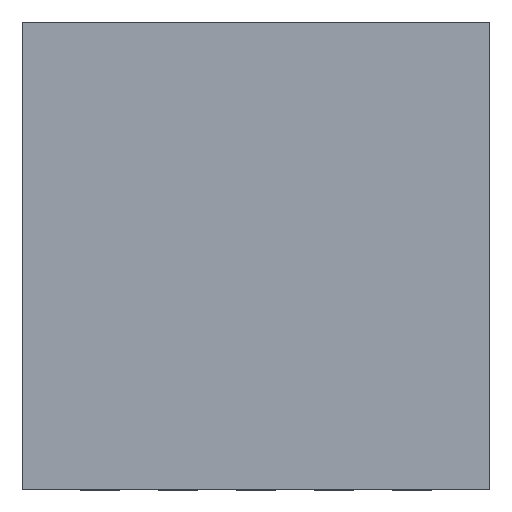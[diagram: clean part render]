
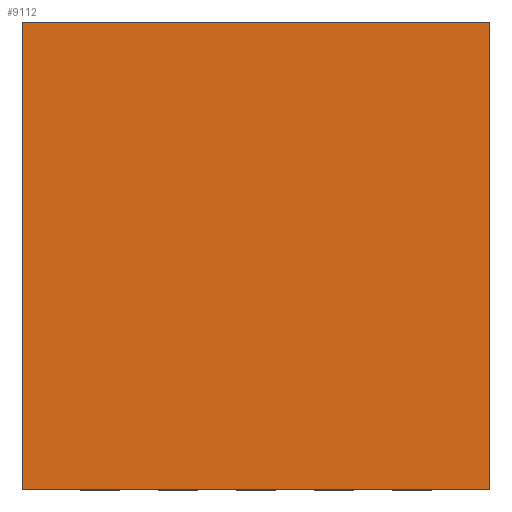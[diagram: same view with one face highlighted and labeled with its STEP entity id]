
A CAD part, left-side view. The second image highlights one B-rep face of the part: STEP entity #9112.
In plain terms, the highlighted planar face has unit normal (-1, 0, 0).
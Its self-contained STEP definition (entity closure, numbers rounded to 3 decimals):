
#190=PLANE('',#11491);
#902=LINE('',#15794,#1990);
#909=LINE('',#15805,#1997);
#913=LINE('',#15813,#2001);
#920=LINE('',#15822,#2008);
#1990=VECTOR('',#13122,1000.);
#1997=VECTOR('',#13131,1000.);
#2001=VECTOR('',#13137,1000.);
#2008=VECTOR('',#13148,1000.);
#3911=ORIENTED_EDGE('',*,*,#5924,.F.);
#3912=ORIENTED_EDGE('',*,*,#5935,.F.);
#3913=ORIENTED_EDGE('',*,*,#5942,.F.);
#3914=ORIENTED_EDGE('',*,*,#5931,.F.);
#5924=EDGE_CURVE('',#7064,#7065,#902,.T.);
#5931=EDGE_CURVE('',#7065,#7068,#909,.T.);
#5935=EDGE_CURVE('',#7070,#7064,#913,.T.);
#5942=EDGE_CURVE('',#7068,#7070,#920,.T.);
#7064=VERTEX_POINT('',#15793);
#7065=VERTEX_POINT('',#15795);
#7068=VERTEX_POINT('',#15806);
#7070=VERTEX_POINT('',#15812);
#8020=EDGE_LOOP('',(#3911,#3912,#3913,#3914));
#8502=FACE_BOUND('',#8020,.T.);
#9112=ADVANCED_FACE('',(#8502),#190,.F.);
#11491=AXIS2_PLACEMENT_3D('',#15823,#13149,#13150);
#13122=DIRECTION('',(0.,-1.,0.));
#13131=DIRECTION('',(0.,0.,-1.));
#13137=DIRECTION('',(0.,0.,1.));
#13148=DIRECTION('',(0.,1.,0.));
#13149=DIRECTION('',(1.,0.,0.));
#13150=DIRECTION('',(0.,0.,-1.));
#15793=CARTESIAN_POINT('',(-0.8,1.5,1.5));
#15794=CARTESIAN_POINT('',(-0.8,1.5,1.5));
#15795=CARTESIAN_POINT('',(-0.8,-1.5,1.5));
#15805=CARTESIAN_POINT('',(-0.8,-1.5,1.5));
#15806=CARTESIAN_POINT('',(-0.8,-1.5,-1.5));
#15812=CARTESIAN_POINT('',(-0.8,1.5,-1.5));
#15813=CARTESIAN_POINT('',(-0.8,1.5,-1.5));
#15822=CARTESIAN_POINT('',(-0.8,-1.5,-1.5));
#15823=CARTESIAN_POINT('',(-0.8,0.,0.));
